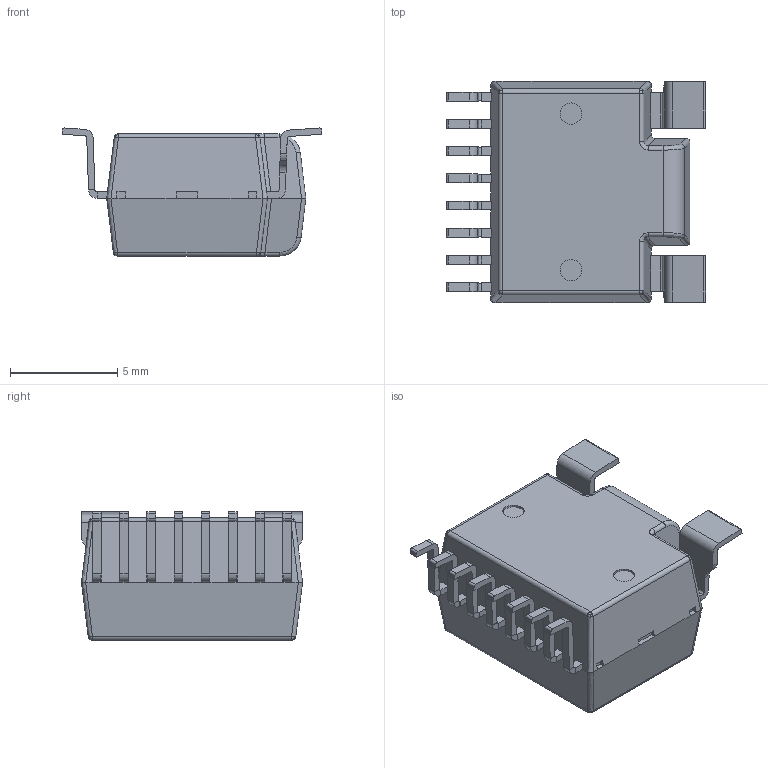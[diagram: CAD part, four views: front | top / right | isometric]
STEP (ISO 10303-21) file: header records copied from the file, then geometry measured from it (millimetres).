
FILE_DESCRIPTION(/* description */ (''),/* implementation_level */ '2;1');
FILE_NAME(/* name */ 'LEM_HMSR1.step',/* time_stamp */ '2023-10-22T18:01:22+02:00',/* author */ (''),/* organization */ (''),/* preprocessor_version */ 'ST-DEVELOPER v20',/* originating_system */ 'Autodesk Translation Framework v12.14.0.127',/* authorisation */ '');
FILE_SCHEMA (('AUTOMOTIVE_DESIGN { 1 0 10303 214 3 1 1 }'));
Length unit declared in the file: millimetre
Products named in the file (2): LEM_HMSR; CAD_CUSTOMER
Assembly tree (1 placements, depth 2):
  LEM_HMSR
    CAD_CUSTOMER
Bounding box: 12.13 x 10.32 x 5.98 mm (x, y, z)
Volume: 330.1 mm3; surface area: 751.5 mm2
Topology: 1 solids, 2 shells, 648 faces, 1666 edges, 1050 vertices
Faces by surface type: plane 440, cylinder 116, bspline 69, torus 15, cone 8
Full cylindrical faces by diameter (mm): 0.7 x1, 1 x4
Entity records: 26757 total; most frequent: CARTESIAN_POINT 10947, ORIENTED_EDGE 3332, DIRECTION 3013, EDGE_CURVE 1666, LINE 1259, VECTOR 1259, VERTEX_POINT 1050, AXIS2_PLACEMENT_3D 877
